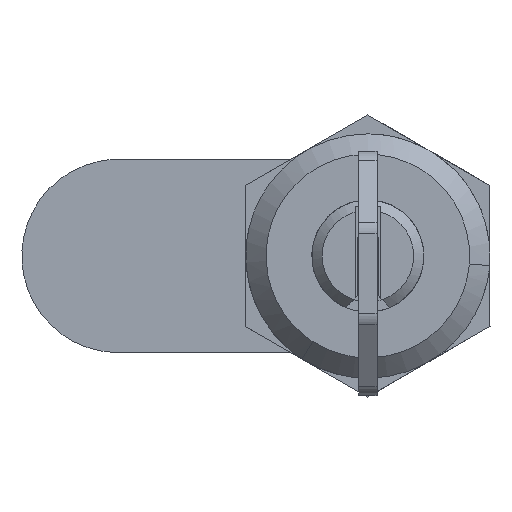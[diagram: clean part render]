
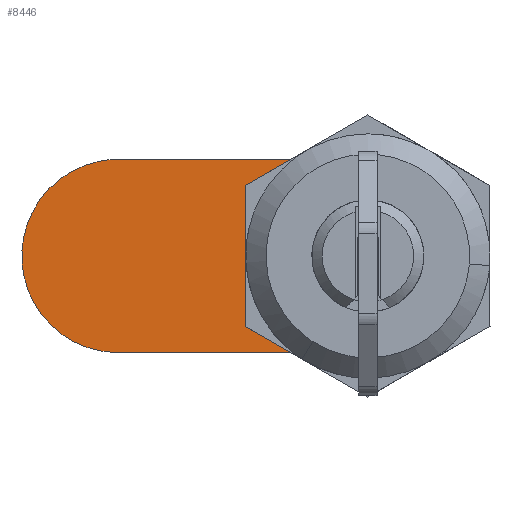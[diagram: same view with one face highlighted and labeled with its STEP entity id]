
A CAD part, front view. The second image highlights one B-rep face of the part: STEP entity #8446.
In plain terms, the highlighted free-form (B-spline) face has degree [1, 1] with [2, 2] control points.
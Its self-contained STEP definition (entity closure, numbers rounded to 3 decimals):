
#8345=CARTESIAN_POINT('',(24.7,-11.673,10.449));
#8346=CARTESIAN_POINT('',(24.7,36.173,10.449));
#8347=CARTESIAN_POINT('',(24.7,-11.673,-10.449));
#8348=CARTESIAN_POINT('',(24.7,36.173,-10.449));
#8349=B_SPLINE_SURFACE_WITH_KNOTS('',1,1,((#8345,#8347),(#8346,#8348)),.UNSPECIFIED.,.F.,.F.,.U.,(2,2),(2,2),(0.0,47.846),(0.0,20.898),.UNSPECIFIED.);
#8350=CARTESIAN_POINT('',(24.7,24.5,9.5));
#8351=VERTEX_POINT('',#8350);
#8352=CARTESIAN_POINT('',(24.7,0.,9.5));
#8353=VERTEX_POINT('',#8352);
#8354=CARTESIAN_POINT('',(24.7,24.5,9.5));
#8355=CARTESIAN_POINT('',(24.7,0.,9.5));
#8356=QUASI_UNIFORM_CURVE('',1,(#8354,#8355),.UNSPECIFIED.,.F.,.U.);
#8357=EDGE_CURVE('',#8351,#8353,#8356,.T.);
#8358=ORIENTED_EDGE('',*,*,#8357,.F.);
#8359=CARTESIAN_POINT('',(24.7,24.5,-9.5));
#8360=VERTEX_POINT('',#8359);
#8361=CARTESIAN_POINT('',(24.7,24.5,-9.5));
#8362=CARTESIAN_POINT('',(24.7,34.,-9.5));
#8363=CARTESIAN_POINT('',(24.7,34.,0.));
#8364=CARTESIAN_POINT('',(24.7,34.,9.5));
#8365=CARTESIAN_POINT('',(24.7,24.5,9.5));
#8373=(BOUNDED_CURVE()B_SPLINE_CURVE(2,(#8361,#8362,#8363,#8364,#8365),.UNSPECIFIED.,.F.,.U.)B_SPLINE_CURVE_WITH_KNOTS((3,2,3),(0.0,0.5,1.0),.UNSPECIFIED.)CURVE()GEOMETRIC_REPRESENTATION_ITEM()RATIONAL_B_SPLINE_CURVE((1.0,0.707,1.0,0.707,1.0))REPRESENTATION_ITEM(''));
#8374=EDGE_CURVE('',#8360,#8351,#8373,.T.);
#8375=ORIENTED_EDGE('',*,*,#8374,.F.);
#8376=CARTESIAN_POINT('',(24.7,0.,-9.5));
#8377=VERTEX_POINT('',#8376);
#8378=CARTESIAN_POINT('',(24.7,0.,-9.5));
#8379=CARTESIAN_POINT('',(24.7,24.5,-9.5));
#8380=QUASI_UNIFORM_CURVE('',1,(#8378,#8379),.UNSPECIFIED.,.F.,.U.);
#8381=EDGE_CURVE('',#8377,#8360,#8380,.T.);
#8382=ORIENTED_EDGE('',*,*,#8381,.F.);
#8383=CARTESIAN_POINT('',(24.7,0.0,9.5));
#8384=CARTESIAN_POINT('',(24.7,-9.5,9.5));
#8385=CARTESIAN_POINT('',(24.7,-9.5,0.0));
#8386=CARTESIAN_POINT('',(24.7,-9.5,-9.5));
#8387=CARTESIAN_POINT('',(24.7,0.0,-9.5));
#8395=(BOUNDED_CURVE()B_SPLINE_CURVE(2,(#8383,#8384,#8385,#8386,#8387),.UNSPECIFIED.,.F.,.U.)B_SPLINE_CURVE_WITH_KNOTS((3,2,3),(0.0,0.5,1.0),.UNSPECIFIED.)CURVE()GEOMETRIC_REPRESENTATION_ITEM()RATIONAL_B_SPLINE_CURVE((1.0,0.707,1.0,0.707,1.0))REPRESENTATION_ITEM(''));
#8396=EDGE_CURVE('',#8353,#8377,#8395,.T.);
#8397=ORIENTED_EDGE('',*,*,#8396,.F.);
#8398=EDGE_LOOP('',(#8358,#8375,#8382,#8397));
#8399=FACE_OUTER_BOUND('',#8398,.T.);
#8400=CARTESIAN_POINT('',(24.7,-2.5,-3.122));
#8401=VERTEX_POINT('',#8400);
#8402=CARTESIAN_POINT('',(24.7,2.5,-3.122));
#8403=VERTEX_POINT('',#8402);
#8404=CARTESIAN_POINT('',(24.7,-2.5,-3.122));
#8405=CARTESIAN_POINT('',(24.7,0.,-5.124));
#8406=CARTESIAN_POINT('',(24.7,2.5,-3.122));
#8414=(BOUNDED_CURVE()B_SPLINE_CURVE(2,(#8404,#8405,#8406),.UNSPECIFIED.,.F.,.U.)CURVE()GEOMETRIC_REPRESENTATION_ITEM()QUASI_UNIFORM_CURVE()RATIONAL_B_SPLINE_CURVE((1.0,0.781,1.0))REPRESENTATION_ITEM(''));
#8415=EDGE_CURVE('',#8401,#8403,#8414,.T.);
#8416=ORIENTED_EDGE('',*,*,#8415,.T.);
#8417=CARTESIAN_POINT('',(24.7,2.5,3.122));
#8418=VERTEX_POINT('',#8417);
#8419=CARTESIAN_POINT('',(24.7,2.5,-3.122));
#8420=CARTESIAN_POINT('',(24.7,2.5,3.122));
#8421=QUASI_UNIFORM_CURVE('',1,(#8419,#8420),.UNSPECIFIED.,.F.,.U.);
#8422=EDGE_CURVE('',#8403,#8418,#8421,.T.);
#8423=ORIENTED_EDGE('',*,*,#8422,.T.);
#8424=CARTESIAN_POINT('',(24.7,-2.5,3.122));
#8425=VERTEX_POINT('',#8424);
#8426=CARTESIAN_POINT('',(24.7,2.5,3.122));
#8427=CARTESIAN_POINT('',(24.7,0.,5.124));
#8428=CARTESIAN_POINT('',(24.7,-2.5,3.122));
#8436=(BOUNDED_CURVE()B_SPLINE_CURVE(2,(#8426,#8427,#8428),.UNSPECIFIED.,.F.,.U.)CURVE()GEOMETRIC_REPRESENTATION_ITEM()QUASI_UNIFORM_CURVE()RATIONAL_B_SPLINE_CURVE((1.0,0.781,1.0))REPRESENTATION_ITEM(''));
#8437=EDGE_CURVE('',#8418,#8425,#8436,.T.);
#8438=ORIENTED_EDGE('',*,*,#8437,.T.);
#8439=CARTESIAN_POINT('',(24.7,-2.5,3.122));
#8440=CARTESIAN_POINT('',(24.7,-2.5,-3.122));
#8441=QUASI_UNIFORM_CURVE('',1,(#8439,#8440),.UNSPECIFIED.,.F.,.U.);
#8442=EDGE_CURVE('',#8425,#8401,#8441,.T.);
#8443=ORIENTED_EDGE('',*,*,#8442,.T.);
#8444=EDGE_LOOP('',(#8416,#8423,#8438,#8443));
#8445=FACE_BOUND('',#8444,.T.);
#8446=ADVANCED_FACE('',(#8399,#8445),#8349,.T.);
